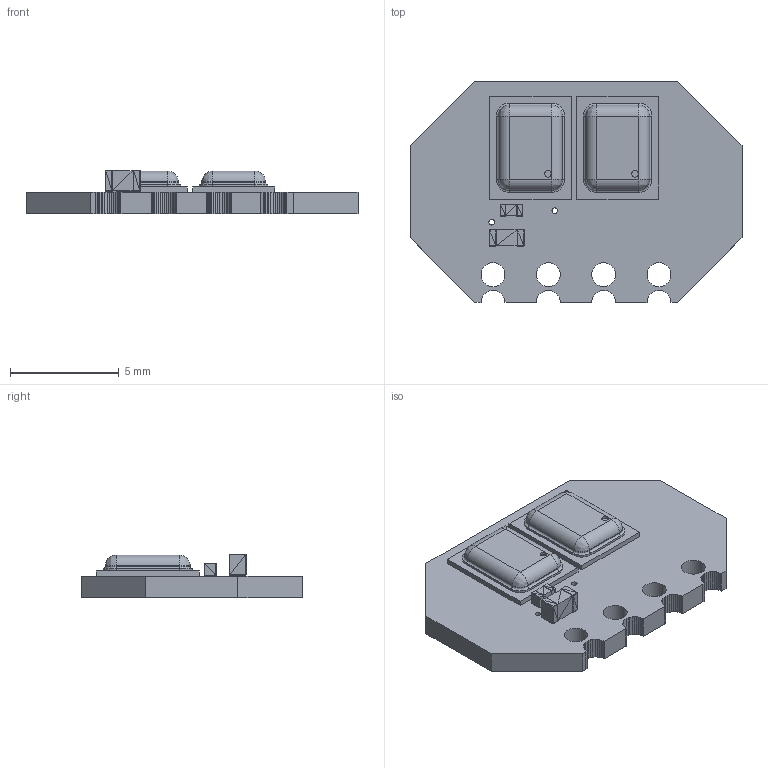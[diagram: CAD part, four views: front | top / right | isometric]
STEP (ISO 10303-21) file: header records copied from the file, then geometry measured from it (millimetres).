
FILE_DESCRIPTION(('for SolidWorks'),'2;1');
FILE_NAME('cardoid.step','2015-07-28T16:52:16',('Chris Hamilton') ,(''),'Open CASCADE STEP processor 6.6','Diptrace','Unknown');
FILE_SCHEMA(('AUTOMOTIVE_DESIGN { 1 0 10303 214 1 1 1 1 }'));
Length unit declared in the file: millimetre
Products named in the file (5): PCB; Board; Model_2; cap_0402; cap_0603
Assembly tree (5 placements, depth 2):
  PCB
    Board
    Model_2  x2
    cap_0402
    cap_0603
Bounding box: 15.24 x 10.18 x 2 mm (x, y, z)
Volume: 128.8 mm3; surface area: 433.8 mm2
Topology: 1 solids, 5 shells, 536 faces, 1092 edges, 584 vertices
Faces by surface type: plane 458, cylinder 62, bspline 16
Full cylindrical faces by diameter (mm): 0.254 x8, 0.9 x2, 1.1 x4
Entity records: 13410 total; most frequent: CARTESIAN_POINT 1915, DIRECTION 1846, ORIENTED_EDGE 1768, EDGE_CURVE 884, LINE 808, VECTOR 808, AXIS2_PLACEMENT_3D 519, FACE_BOUND 486
